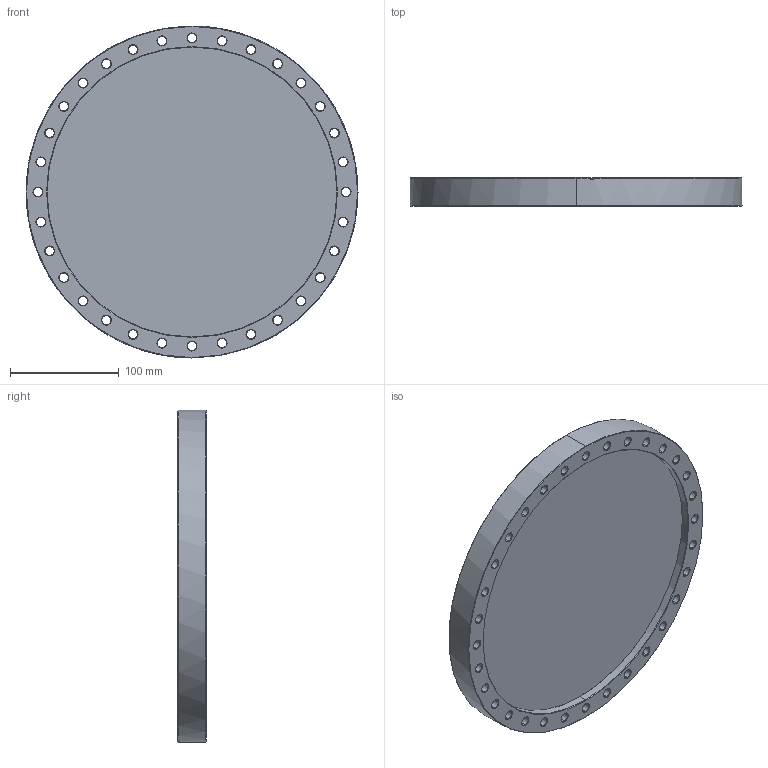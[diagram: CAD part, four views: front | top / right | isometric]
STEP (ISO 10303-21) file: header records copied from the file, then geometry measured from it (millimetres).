
FILE_DESCRIPTION (( 'STEP AP214' ), '1' );
FILE_NAME ('Hositrad_CF250-BR.STEP', '2017-04-28T10:32:27', ( 'Gebruiker' ), ( '' ), 'SwSTEP 2.0', 'SolidWorks 2017', '' );
FILE_SCHEMA (( 'AUTOMOTIVE_DESIGN' ));
Length unit declared in the file: millimetre
Products named in the file (3): CF250-BR innerring; CF250-BR outerring; Hositrad_CF250-BR
Assembly tree (2 placements, depth 2):
  Hositrad_CF250-BR
    CF250-BR outerring
    CF250-BR innerring
Bounding box: 306 x 26 x 306 mm (x, y, z)
Volume: 1347020.6 mm3; surface area: 230836.7 mm2
Topology: 2 solids, 2 shells, 230 faces, 536 edges, 310 vertices
Faces by surface type: cone 146, cylinder 72, plane 12
Entity records: 6794 total; most frequent: DIRECTION 1296, CARTESIAN_POINT 1105, ORIENTED_EDGE 1072, EDGE_CURVE 536, AXIS2_PLACEMENT_3D 533, VERTEX_POINT 310, CIRCLE 298, EDGE_LOOP 296
